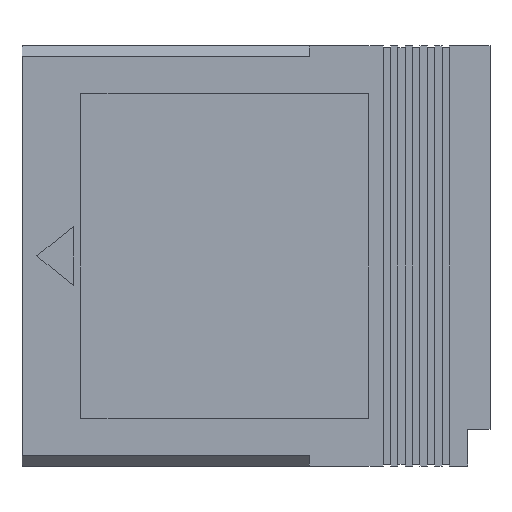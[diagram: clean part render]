
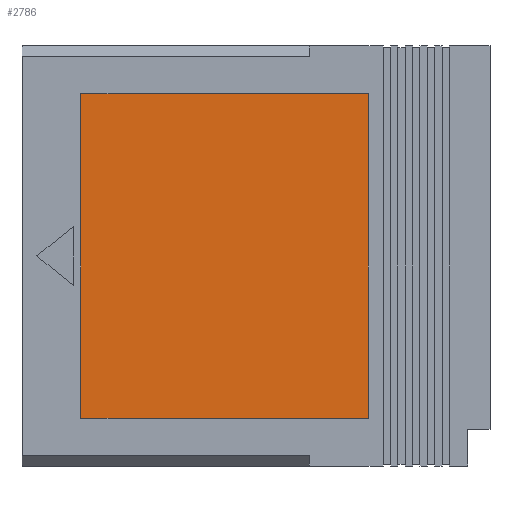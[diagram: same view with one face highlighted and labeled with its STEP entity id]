
A CAD part, top view. The second image highlights one B-rep face of the part: STEP entity #2786.
In plain terms, the highlighted planar face has unit normal (0, 0, 1).
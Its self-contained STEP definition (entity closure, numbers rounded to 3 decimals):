
#2540 = VERTEX_POINT('',#2541);
#2541 = CARTESIAN_POINT('',(8.,-22.,7.2));
#2547 = EDGE_CURVE('',#2540,#2548,#2550,.T.);
#2548 = VERTEX_POINT('',#2549);
#2549 = CARTESIAN_POINT('',(8.,22.,7.2));
#2550 = LINE('',#2551,#2552);
#2551 = CARTESIAN_POINT('',(8.,-22.,7.2));
#2552 = VECTOR('',#2553,1.);
#2553 = DIRECTION('',(0.,1.,0.));
#2571 = VERTEX_POINT('',#2572);
#2572 = CARTESIAN_POINT('',(47.,-22.,7.2));
#2578 = EDGE_CURVE('',#2571,#2540,#2579,.T.);
#2579 = LINE('',#2580,#2581);
#2580 = CARTESIAN_POINT('',(47.,-22.,7.2));
#2581 = VECTOR('',#2582,1.);
#2582 = DIRECTION('',(-1.,0.,0.));
#2595 = EDGE_CURVE('',#2548,#2596,#2598,.T.);
#2596 = VERTEX_POINT('',#2597);
#2597 = CARTESIAN_POINT('',(47.,22.,7.2));
#2598 = LINE('',#2599,#2600);
#2599 = CARTESIAN_POINT('',(8.,22.,7.2));
#2600 = VECTOR('',#2601,1.);
#2601 = DIRECTION('',(1.,0.,0.));
#2619 = EDGE_CURVE('',#2596,#2571,#2620,.T.);
#2620 = LINE('',#2621,#2622);
#2621 = CARTESIAN_POINT('',(47.,22.,7.2));
#2622 = VECTOR('',#2623,1.);
#2623 = DIRECTION('',(0.,-1.,0.));
#2786 = ADVANCED_FACE('',(#2787),#2793,.T.);
#2787 = FACE_BOUND('',#2788,.F.);
#2788 = EDGE_LOOP('',(#2789,#2790,#2791,#2792));
#2789 = ORIENTED_EDGE('',*,*,#2595,.T.);
#2790 = ORIENTED_EDGE('',*,*,#2619,.T.);
#2791 = ORIENTED_EDGE('',*,*,#2578,.T.);
#2792 = ORIENTED_EDGE('',*,*,#2547,.T.);
#2793 = PLANE('',#2794);
#2794 = AXIS2_PLACEMENT_3D('',#2795,#2796,#2797);
#2795 = CARTESIAN_POINT('',(25.045,0.,7.2));
#2796 = DIRECTION('',(0.,0.,1.));
#2797 = DIRECTION('',(1.,0.,0.));
